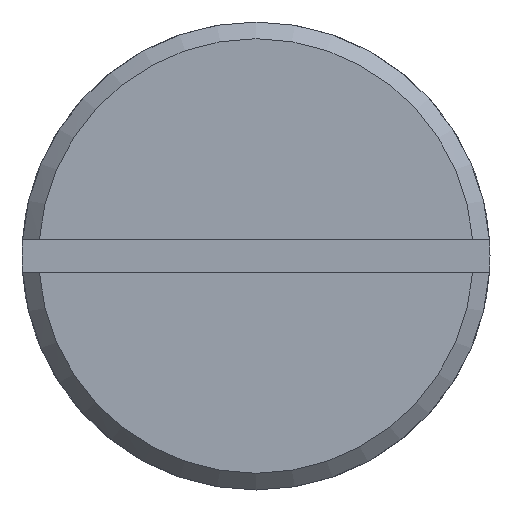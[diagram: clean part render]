
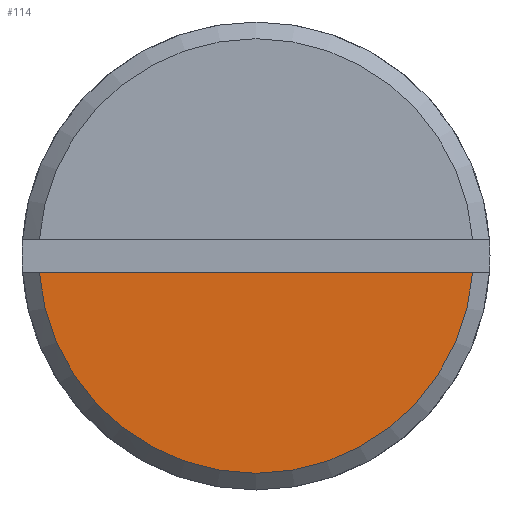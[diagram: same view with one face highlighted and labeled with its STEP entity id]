
A CAD part, left-side view. The second image highlights one B-rep face of the part: STEP entity #114.
In plain terms, the highlighted planar face has unit normal (-1, 0, 0).
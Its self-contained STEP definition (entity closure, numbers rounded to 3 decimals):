
#35 = DIRECTION ( 'NONE',  ( 0., -1., 0. ) ) ;
#60 = DIRECTION ( 'NONE',  ( -1., 0., 0. ) ) ;
#114 = ADVANCED_FACE ( 'NONE', ( #158 ), #1541, .T. ) ;
#147 = DIRECTION ( 'NONE',  ( -1., 0., 0. ) ) ;
#158 = FACE_OUTER_BOUND ( 'NONE', #1325, .T. ) ;
#170 = EDGE_CURVE ( 'NONE', #299, #809, #934, .T. ) ;
#295 = CARTESIAN_POINT ( 'NONE',  ( -21.014, -6.481, -0.5 ) ) ;
#299 = VERTEX_POINT ( 'NONE', #1192 ) ;
#319 = ORIENTED_EDGE ( 'NONE', *, *, #590, .F. ) ;
#367 = AXIS2_PLACEMENT_3D ( 'NONE', #1402, #147, #1409 ) ;
#542 = VECTOR ( 'NONE', #35, 1000. ) ;
#590 = EDGE_CURVE ( 'NONE', #299, #809, #1058, .T. ) ;
#706 = AXIS2_PLACEMENT_3D ( 'NONE', #943, #60, #803 ) ;
#803 = DIRECTION ( 'NONE',  ( 0., -1., 0. ) ) ;
#809 = VERTEX_POINT ( 'NONE', #295 ) ;
#934 = CIRCLE ( 'NONE', #706, 6.5 ) ;
#943 = CARTESIAN_POINT ( 'NONE',  ( -21.014, 0., 0. ) ) ;
#1058 = LINE ( 'NONE', #1518, #542 ) ;
#1192 = CARTESIAN_POINT ( 'NONE',  ( -21.014, 6.481, -0.5 ) ) ;
#1246 = ORIENTED_EDGE ( 'NONE', *, *, #170, .T. ) ;
#1325 = EDGE_LOOP ( 'NONE', ( #319, #1246 ) ) ;
#1402 = CARTESIAN_POINT ( 'NONE',  ( -21.014, 0., 0. ) ) ;
#1409 = DIRECTION ( 'NONE',  ( 0., -1., 0. ) ) ;
#1518 = CARTESIAN_POINT ( 'NONE',  ( -21.014, 7.375, -0.5 ) ) ;
#1541 = PLANE ( 'NONE',  #367 ) ;
